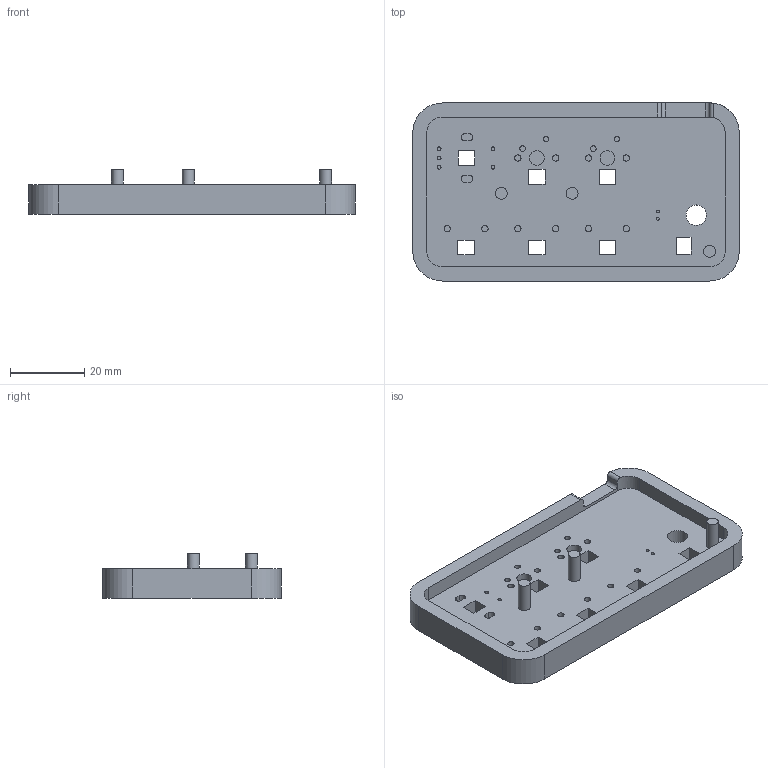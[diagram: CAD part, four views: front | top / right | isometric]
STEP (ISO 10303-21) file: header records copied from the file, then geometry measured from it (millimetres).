
FILE_DESCRIPTION(/* description */ ('STEP AP242','CAx-IF Rec.Pracs.---Representation and Presentation of Product Manufacturing Information (PMI)---4.0---2014-10-13','CAx-IF Rec.Pracs.---3D Tessellated Geometry---0.4---2014-09-14','2;1','CAx-IF Rec.Pracs.---User Defined Attributes---1.5---2016-08-15'),/* implementation_level */ '2;1');
FILE_NAME(/* name */ '6910fbc9fbf324313c9de2f7',/* time_stamp */ '2025-11-09T20:38:33Z',/* author */ (''),/* organization */ (''),/* preprocessor_version */ 'ST-DEVELOPER v20',/* originating_system */ 'ONSHAPE BY PTC INC, 1.206',/* authorisation */ ' ');
FILE_SCHEMA (('AP242_MANAGED_MODEL_BASED_3D_ENGINEERING_MIM_LF { 1 0 10303 442 1 1 4 }'));
Length unit declared in the file: metre
Products named in the file (1): Part 171
Bounding box: 88 x 48 x 12 mm (x, y, z)
Volume: 19600.1 mm3; surface area: 12131.5 mm2
Topology: 1 solids, 1 shells, 121 faces, 263 edges, 174 vertices
Faces by surface type: plane 76, cylinder 45
Full cylindrical faces by diameter (mm): 0.75 x2, 1 x5, 1.5 x4, 1.7 x10, 3.2 x3, 4 x2, 5.5 x1, 7.5 x2
Entity records: 3236 total; most frequent: DIRECTION 566, CARTESIAN_POINT 540, ORIENTED_EDGE 472, EDGE_CURVE 236, AXIS2_PLACEMENT_3D 210, EDGE_LOOP 194, FACE_BOUND 194, VERTEX_POINT 174
